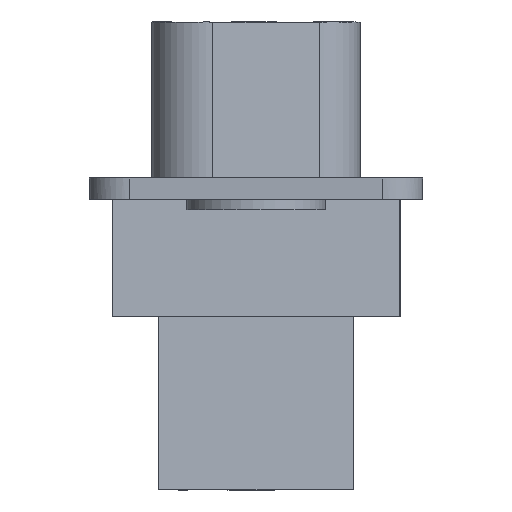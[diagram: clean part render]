
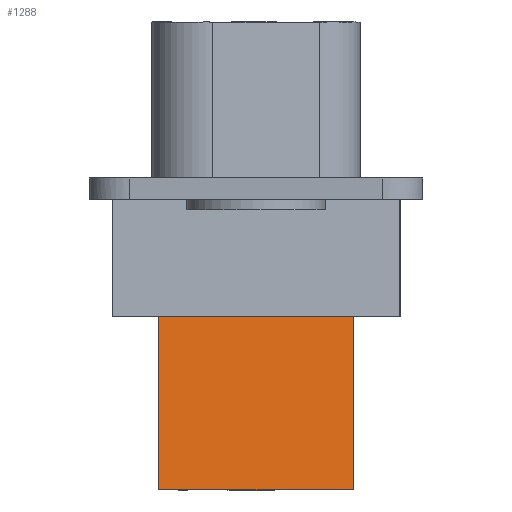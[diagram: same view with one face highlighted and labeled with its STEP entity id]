
A CAD part, left-side view. The second image highlights one B-rep face of the part: STEP entity #1288.
In plain terms, the highlighted free-form (B-spline) face has degree [1, 1] with [2, 2] control points.
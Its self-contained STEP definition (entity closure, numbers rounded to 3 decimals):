
#1253=CARTESIAN_POINT('F7',(-17.413,-3.65,
   -4.4));
#1254=CARTESIAN_POINT('F7',(-18.7,3.65,
   -4.4));
#1255=CARTESIAN_POINT('F7',(-17.413,-3.65,
   -10.9));
#1256=CARTESIAN_POINT('F7',(-18.7,3.65,
   -10.9));
#1257=B_SPLINE_SURFACE_WITH_KNOTS('F7',1,1,((#1253,#1255),(#1254,
   #1256)),.PLANE_SURF.,.F.,.F.,.U.,(2,2),(2,2),(0.0,
   1.14),(0.0,1.0),.UNSPECIFIED.);
#1258=CARTESIAN_POINT('V9',(-18.7,3.65,
   -4.4));
#1259=VERTEX_POINT('V9',#1258);
#1260=CARTESIAN_POINT('V10',(-17.413,-3.65,
   -4.4));
#1261=VERTEX_POINT('V10',#1260);
#1262=CARTESIAN_POINT('E13',(-18.7,3.65,
   -4.4));
#1263=CARTESIAN_POINT('E13',(-17.413,-3.65,
   -4.4));
#1264=B_SPLINE_CURVE_WITH_KNOTS('E13',1,(#1262,#1263),
   .POLYLINE_FORM.,.F.,.U.,(2,2),(0.0,1.14),
   .UNSPECIFIED.);
#1265=EDGE_CURVE('E13',#1259,#1261,#1264,.T.);
#1266=ORIENTED_EDGE('E13',*,*,#1265,.F.);
#1267=CARTESIAN_POINT('V11',(-18.7,3.65,
   -10.9));
#1268=VERTEX_POINT('V11',#1267);
#1269=CARTESIAN_POINT('E14',(-18.7,3.65,
   -4.4));
#1270=CARTESIAN_POINT('E14',(-18.7,3.65,
   -10.9));
#1271=QUASI_UNIFORM_CURVE('E14',1,(#1269,#1270),.POLYLINE_FORM.,.F.,
   .U.);
#1272=EDGE_CURVE('E14',#1259,#1268,#1271,.T.);
#1273=ORIENTED_EDGE('E14',*,*,#1272,.T.);
#1274=CARTESIAN_POINT('V12',(-17.413,-3.65,
   -10.9));
#1275=VERTEX_POINT('V12',#1274);
#1276=CARTESIAN_POINT('E15',(-18.7,3.65,
   -10.9));
#1277=CARTESIAN_POINT('E15',(-17.413,-3.65,
   -10.9));
#1278=B_SPLINE_CURVE_WITH_KNOTS('E15',1,(#1276,#1277),
   .POLYLINE_FORM.,.F.,.U.,(2,2),(0.0,1.14),
   .UNSPECIFIED.);
#1279=EDGE_CURVE('E15',#1268,#1275,#1278,.T.);
#1280=ORIENTED_EDGE('E15',*,*,#1279,.T.);
#1281=CARTESIAN_POINT('E16',(-17.413,-3.65,
   -4.4));
#1282=CARTESIAN_POINT('E16',(-17.413,-3.65,
   -10.9));
#1283=QUASI_UNIFORM_CURVE('E16',1,(#1281,#1282),.POLYLINE_FORM.,.F.,
   .U.);
#1284=EDGE_CURVE('E16',#1261,#1275,#1283,.T.);
#1285=ORIENTED_EDGE('E16',*,*,#1284,.F.);
#1286=EDGE_LOOP('F7',(#1266,#1273,#1280,#1285));
#1287=FACE_OUTER_BOUND('F7',#1286,.T.);
#1288=ADVANCED_FACE('F7',(#1287),#1257,.T.);
